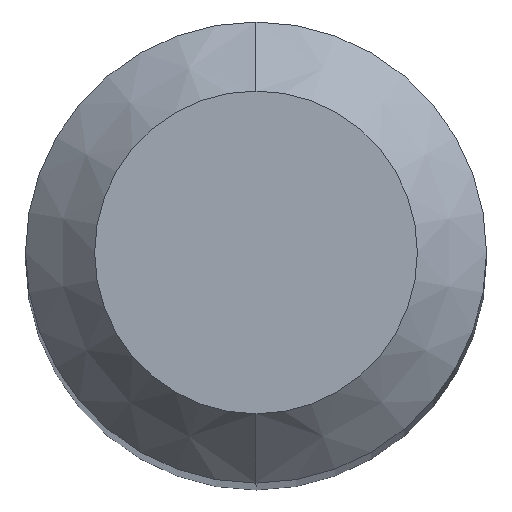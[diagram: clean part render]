
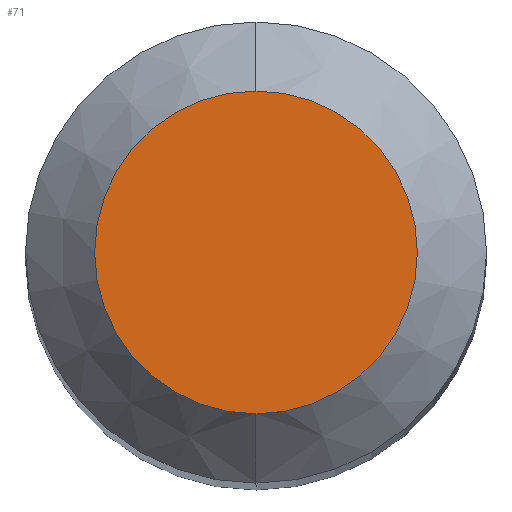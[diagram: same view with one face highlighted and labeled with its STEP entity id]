
A CAD part, top view. The second image highlights one B-rep face of the part: STEP entity #71.
In plain terms, the highlighted planar face has unit normal (0, 0, 1).
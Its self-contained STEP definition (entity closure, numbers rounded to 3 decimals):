
#71=ADVANCED_FACE('',(#140),#141,.T.);
#140=FACE_OUTER_BOUND('',#211,.T.);
#141=PLANE('',#212);
#211=EDGE_LOOP('',(#317,#318));
#212=AXIS2_PLACEMENT_3D('',#319,#320,#321);
#317=ORIENTED_EDGE('',*,*,#413,.F.);
#318=ORIENTED_EDGE('',*,*,#416,.F.);
#319=CARTESIAN_POINT('',(0.,0.7,34.92));
#320=DIRECTION('',(0.,0.0,1.0));
#321=DIRECTION('',(0.0,-1.0,0.0));
#413=EDGE_CURVE('',#486,#488,#489,.T.);
#416=EDGE_CURVE('',#488,#486,#492,.T.);
#486=VERTEX_POINT('',#568);
#488=VERTEX_POINT('',#571);
#489=CIRCLE('',#572,1.4);
#492=CIRCLE('',#576,1.4);
#568=CARTESIAN_POINT('',(0.,1.4,34.92));
#571=CARTESIAN_POINT('',(0.,-1.4,34.92));
#572=AXIS2_PLACEMENT_3D('',#651,#652,#653);
#576=AXIS2_PLACEMENT_3D('',#655,#656,#657);
#651=CARTESIAN_POINT('',(0.,0.0,34.92));
#652=DIRECTION('',(0.,0.0,-1.0));
#653=DIRECTION('',(0.0,1.0,0.0));
#655=CARTESIAN_POINT('',(0.,0.0,34.92));
#656=DIRECTION('',(0.,0.0,-1.0));
#657=DIRECTION('',(0.0,1.0,0.0));
